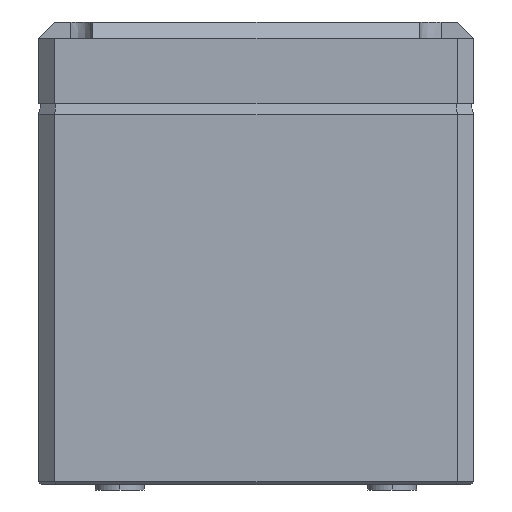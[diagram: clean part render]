
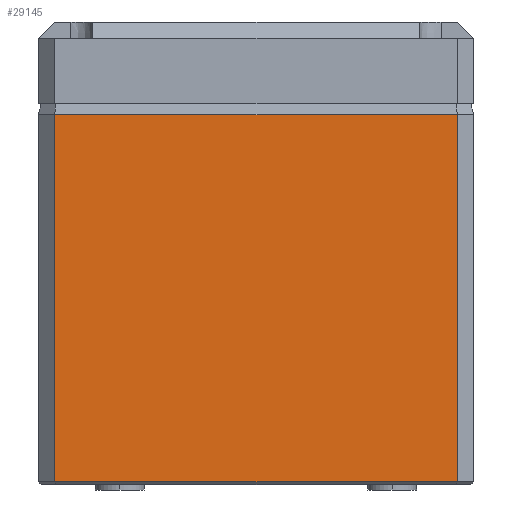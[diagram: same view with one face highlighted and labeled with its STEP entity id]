
A CAD part, left-side view. The second image highlights one B-rep face of the part: STEP entity #29145.
In plain terms, the highlighted planar face has unit normal (-1, 0, 0).
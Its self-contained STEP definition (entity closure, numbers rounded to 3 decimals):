
#13704=DIRECTION('',(0.,0.,1.));
#13705=VECTOR('',#13704,67.5);
#13706=CARTESIAN_POINT('',(-60.,-37.,-69.5));
#13707=LINE('',#13706,#13705);
#13746=DIRECTION('',(0.,1.,0.));
#13747=VECTOR('',#13746,74.);
#13748=CARTESIAN_POINT('',(-60.,-37.,-69.5));
#13749=LINE('',#13748,#13747);
#13774=DIRECTION('',(0.,0.,1.));
#13775=VECTOR('',#13774,67.5);
#13776=CARTESIAN_POINT('',(-60.,37.,-69.5));
#13777=LINE('',#13776,#13775);
#13802=DIRECTION('',(0.,1.,0.));
#13803=VECTOR('',#13802,74.);
#13804=CARTESIAN_POINT('',(-60.,-37.,-2.));
#13805=LINE('',#13804,#13803);
#13880=CARTESIAN_POINT('',(-60.,37.,-69.5));
#13882=VERTEX_POINT('',#13880);
#13889=CARTESIAN_POINT('',(-60.,-37.,-69.5));
#13891=VERTEX_POINT('',#13889);
#13945=CARTESIAN_POINT('',(-60.,-37.,-2.));
#13947=VERTEX_POINT('',#13945);
#13952=CARTESIAN_POINT('',(-60.,37.,-2.));
#13954=VERTEX_POINT('',#13952);
#29133=CARTESIAN_POINT('',(-60.,40.,0.));
#29134=DIRECTION('',(-1.,0.,0.));
#29135=DIRECTION('',(0.,-1.,0.));
#29136=AXIS2_PLACEMENT_3D('',#29133,#29134,#29135);
#29137=PLANE('',#29136);
#29139=ORIENTED_EDGE('',*,*,#29138,.F.);
#29140=ORIENTED_EDGE('',*,*,#29072,.F.);
#29141=ORIENTED_EDGE('',*,*,#29100,.T.);
#29142=ORIENTED_EDGE('',*,*,#29124,.T.);
#29143=EDGE_LOOP('',(#29139,#29140,#29141,#29142));
#29144=FACE_OUTER_BOUND('',#29143,.F.);
#29145=ADVANCED_FACE('',(#29144),#29137,.T.);
#29072=EDGE_CURVE('',#13891,#13947,#13707,.T.);
#29100=EDGE_CURVE('',#13891,#13882,#13749,.T.);
#29124=EDGE_CURVE('',#13882,#13954,#13777,.T.);
#29138=EDGE_CURVE('',#13947,#13954,#13805,.T.);
